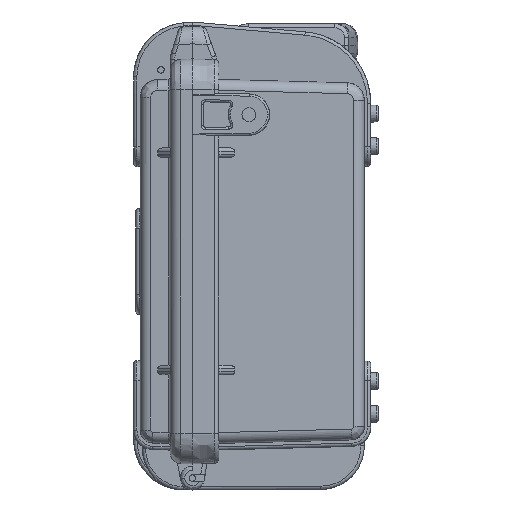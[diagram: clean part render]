
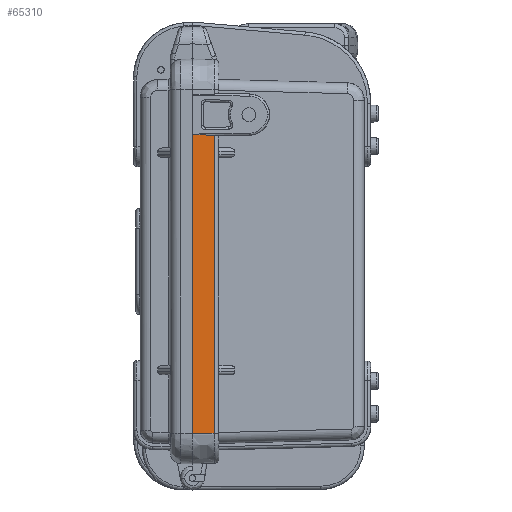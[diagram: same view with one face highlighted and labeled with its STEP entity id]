
A CAD part, left-side view. The second image highlights one B-rep face of the part: STEP entity #65310.
In plain terms, the highlighted face is planar.
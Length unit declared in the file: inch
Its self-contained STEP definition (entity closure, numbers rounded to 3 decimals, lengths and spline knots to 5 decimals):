
#3939 = CARTESIAN_POINT ( 'NONE',  ( -4.83388, 3.1103, -0.48031 ) ) ;
#4210 = EDGE_CURVE ( 'NONE', #6171, #115087, #34474, .T. ) ;
#5771 = CARTESIAN_POINT ( 'NONE',  ( -4.83388, 3.1103, -0.48031 ) ) ;
#6171 = VERTEX_POINT ( 'NONE', #88276 ) ;
#8583 = CARTESIAN_POINT ( 'NONE',  ( -4.84646, -2.30492, 0. ) ) ;
#9465 = CARTESIAN_POINT ( 'NONE',  ( -4.84287, -2.28812, -0.13687 ) ) ;
#9922 = ORIENTED_EDGE ( 'NONE', *, *, #40585, .F. ) ;
#11421 = DIRECTION ( 'NONE',  ( 0.026, 0., -1. ) ) ;
#18723 = CARTESIAN_POINT ( 'NONE',  ( -4.83619, -2.28524, -0.39213 ) ) ;
#22393 = PLANE ( 'NONE',  #47666 ) ;
#22998 = VERTEX_POINT ( 'NONE', #112849 ) ;
#31453 = EDGE_CURVE ( 'NONE', #22998, #90644, #46395, .T. ) ;
#31630 = DIRECTION ( 'NONE',  ( -1., 0., -0.026 ) ) ;
#34474 = LINE ( 'NONE', #5771, #80612 ) ;
#37183 = CARTESIAN_POINT ( 'NONE',  ( -4.84646, -2.29499, 0. ) ) ;
#40585 = EDGE_CURVE ( 'NONE', #6171, #90644, #103495, .T. ) ;
#42181 = EDGE_LOOP ( 'NONE', ( #62964, #49919, #9922, #100739 ) ) ;
#46395 =( BOUNDED_CURVE ( )  B_SPLINE_CURVE ( 3, ( #18723, #9465, #37183, #101585 ),
 .UNSPECIFIED., .F., .T. ) 
 B_SPLINE_CURVE_WITH_KNOTS ( ( 4, 4 ),
 ( 5.5447, 6.28364 ),
 .UNSPECIFIED. ) 
 CURVE ( )  GEOMETRIC_REPRESENTATION_ITEM ( )  RATIONAL_B_SPLINE_CURVE ( ( 1., 0.955, 0.955, 1. ) ) 
 REPRESENTATION_ITEM ( '' )  );
#47666 = AXIS2_PLACEMENT_3D ( 'NONE', #3939, #31630, #96033 ) ;
#49410 = FACE_OUTER_BOUND ( 'NONE', #42181, .T. ) ;
#49919 = ORIENTED_EDGE ( 'NONE', *, *, #31453, .T. ) ;
#50733 = CARTESIAN_POINT ( 'NONE',  ( -4.84646, -3.66535, 0. ) ) ;
#62964 = ORIENTED_EDGE ( 'NONE', *, *, #113038, .T. ) ;
#63287 = VECTOR ( 'NONE', #117135, 39.37008 ) ;
#65310 = ADVANCED_FACE ( 'NONE', ( #49410 ), #22393, .T. ) ;
#73670 = CARTESIAN_POINT ( 'NONE',  ( -4.83619, 3.1103, -0.39213 ) ) ;
#80612 = VECTOR ( 'NONE', #11421, 39.37008 ) ;
#88276 = CARTESIAN_POINT ( 'NONE',  ( -4.84646, 3.1103, 0. ) ) ;
#90644 = VERTEX_POINT ( 'NONE', #8583 ) ;
#96033 = DIRECTION ( 'NONE',  ( -0.026, 0., 1. ) ) ;
#100739 = ORIENTED_EDGE ( 'NONE', *, *, #4210, .T. ) ;
#101585 = CARTESIAN_POINT ( 'NONE',  ( -4.84646, -2.30492, 0. ) ) ;
#103495 = LINE ( 'NONE', #50733, #106374 ) ;
#105821 = DIRECTION ( 'NONE',  ( 0., -1., 0. ) ) ;
#106374 = VECTOR ( 'NONE', #105821, 39.37008 ) ;
#107966 = CARTESIAN_POINT ( 'NONE',  ( -4.83619, 3.1103, -0.39213 ) ) ;
#112193 = LINE ( 'NONE', #107966, #63287 ) ;
#112849 = CARTESIAN_POINT ( 'NONE',  ( -4.83619, -2.28524, -0.39213 ) ) ;
#113038 = EDGE_CURVE ( 'NONE', #115087, #22998, #112193, .T. ) ;
#115087 = VERTEX_POINT ( 'NONE', #73670 ) ;
#117135 = DIRECTION ( 'NONE',  ( 0., -1., 0. ) ) ;
